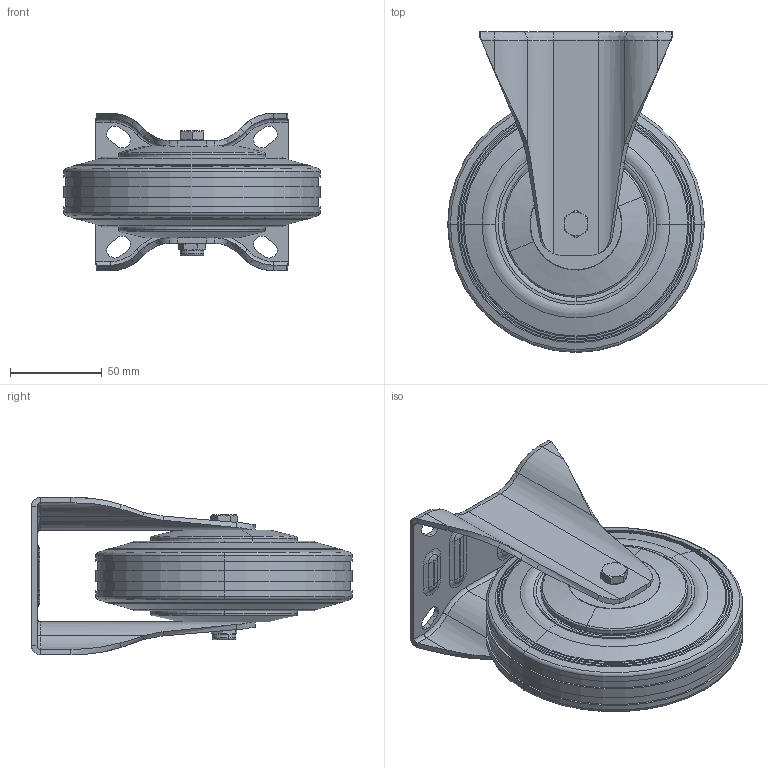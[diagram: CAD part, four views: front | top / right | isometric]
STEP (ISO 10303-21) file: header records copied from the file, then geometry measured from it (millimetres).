
FILE_DESCRIPTION (( 'STEP AP203' ), '1' );
FILE_NAME ('L410.B55.140.step', '2016-11-12T14:12:55', ( 'CAD' ), ( '' ), 'SwSTEP 2.0', 'SolidWorks 2012', '' );
FILE_SCHEMA (( 'CONFIG_CONTROL_DESIGN' ));
Length unit declared in the file: millimetre
Products named in the file (1): L410.B55.140
Bounding box: 140 x 175 x 86 mm (x, y, z)
Volume: 465841.3 mm3; surface area: 174346.1 mm2
Topology: 21 solids, 21 shells, 562 faces, 1260 edges, 764 vertices
Faces by surface type: cylinder 192, plane 132, torus 88, bspline 88, cone 62
Entity records: 18461 total; most frequent: CARTESIAN_POINT 5927, DIRECTION 2754, ORIENTED_EDGE 2520, EDGE_CURVE 1260, AXIS2_PLACEMENT_3D 1183, VERTEX_POINT 764, CIRCLE 708, EDGE_LOOP 642
